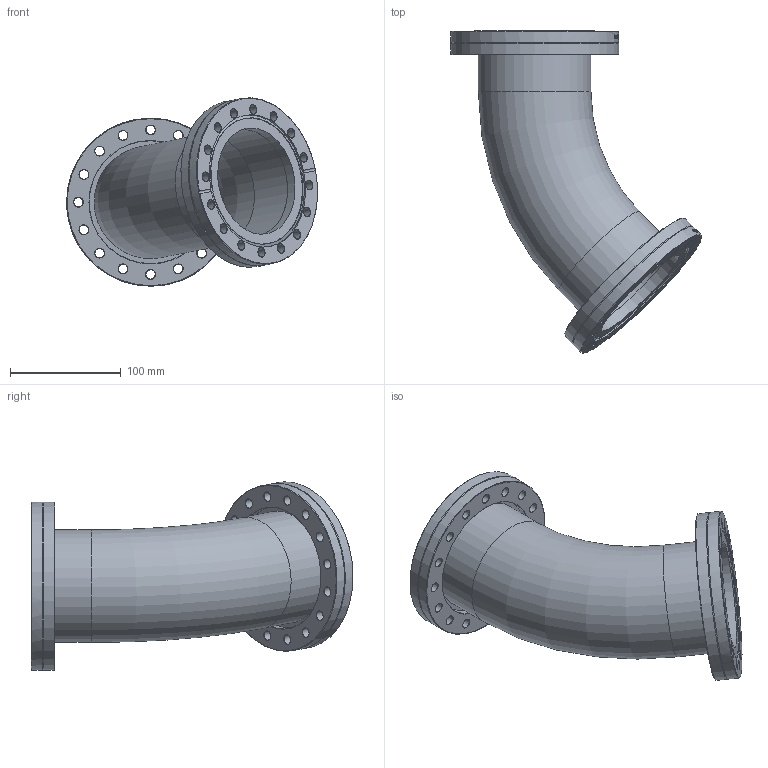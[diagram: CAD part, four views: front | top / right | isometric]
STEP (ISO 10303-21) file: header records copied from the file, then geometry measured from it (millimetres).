
FILE_DESCRIPTION(/* description */ (''),/* implementation_level */ '2;1');
FILE_NAME(/* name */ 'FL-RE45-100CF.stp',/* time_stamp */ '2018-01-26T15:15:08+00:00',/* author */ ('paul'),/* organization */ (''),/* preprocessor_version */ 'ST-DEVELOPER v16.13',/* originating_system */ 'Autodesk Inventor 2018',/* authorisation */ '');
FILE_SCHEMA (('AUTOMOTIVE_DESIGN { 1 0 10303 214 3 1 1 }'));
Length unit declared in the file: millimetre
Products named in the file (5): FL-RE45-100CF; FL-100CFR-102; FL-100CF rotatable outer; FL-100CF rotatable inner bored for 101.6 OD tube; TUBE
Assembly tree (5 placements, depth 3):
  FL-RE45-100CF
    FL-100CFR-102  x2
      FL-100CF rotatable outer
      FL-100CF rotatable inner bored for 101.6 OD tube
    TUBE
Bounding box: 226.25 x 290.43 x 169.93 mm (x, y, z)
Volume: 547350.2 mm3; surface area: 272913.7 mm2
Topology: 5 solids, 5 shells, 336 faces, 874 edges, 566 vertices
Faces by surface type: bspline 106, cone 80, plane 76, cylinder 70, torus 4
Full cylindrical faces by diameter (mm): 8.4 x32, 96.8 x2, 97 x2, 101.6 x2, 101.9 x2, 110.8 x2, 120.4 x2, 120.6 x2, 151.6 x4
Entity records: 16505 total; most frequent: CARTESIAN_POINT 12649, ORIENTED_EDGE 716, DIRECTION 681, EDGE_CURVE 358, EDGE_LOOP 287, AXIS2_PLACEMENT_3D 283, VERTEX_POINT 269, FACE_OUTER_BOUND 172
